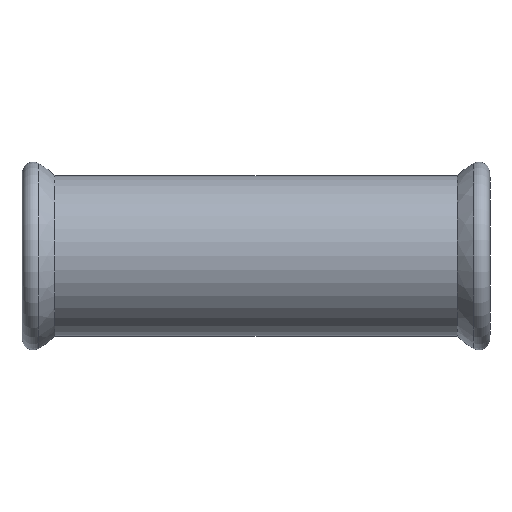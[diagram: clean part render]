
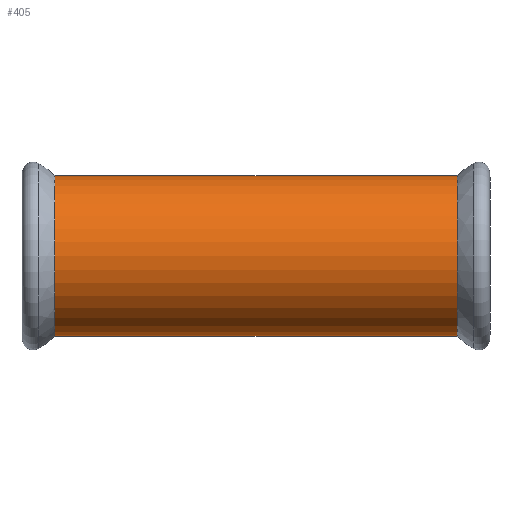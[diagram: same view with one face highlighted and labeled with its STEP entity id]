
A CAD part, front view. The second image highlights one B-rep face of the part: STEP entity #405.
In plain terms, the highlighted cylindrical face has radius 40.35 mm (diameter 80.7 mm), a full revolution.
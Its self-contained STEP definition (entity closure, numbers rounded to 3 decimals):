
#26=LINE('',#825,#36);
#36=VECTOR('',#636,40.35);
#43=CYLINDRICAL_SURFACE('',#491,40.35);
#65=FACE_OUTER_BOUND('',#83,.T.);
#83=EDGE_LOOP('',(#360,#361,#362,#363,#364,#365,#366,#367));
#87=CIRCLE('',#429,40.35);
#88=CIRCLE('',#430,40.35);
#92=CIRCLE('',#434,40.35);
#102=CIRCLE('',#446,40.35);
#103=CIRCLE('',#447,40.35);
#107=CIRCLE('',#451,40.35);
#143=VERTEX_POINT('',#685);
#144=VERTEX_POINT('',#686);
#145=VERTEX_POINT('',#688);
#156=VERTEX_POINT('',#743);
#157=VERTEX_POINT('',#744);
#158=VERTEX_POINT('',#746);
#191=EDGE_CURVE('',#143,#144,#87,.T.);
#192=EDGE_CURVE('',#145,#143,#88,.T.);
#196=EDGE_CURVE('',#144,#145,#92,.T.);
#207=EDGE_CURVE('',#156,#157,#102,.T.);
#208=EDGE_CURVE('',#157,#158,#103,.T.);
#212=EDGE_CURVE('',#158,#156,#107,.T.);
#248=EDGE_CURVE('',#157,#144,#26,.T.);
#360=ORIENTED_EDGE('',*,*,#207,.F.);
#361=ORIENTED_EDGE('',*,*,#212,.F.);
#362=ORIENTED_EDGE('',*,*,#208,.F.);
#363=ORIENTED_EDGE('',*,*,#248,.T.);
#364=ORIENTED_EDGE('',*,*,#196,.T.);
#365=ORIENTED_EDGE('',*,*,#192,.T.);
#366=ORIENTED_EDGE('',*,*,#191,.T.);
#367=ORIENTED_EDGE('',*,*,#248,.F.);
#405=ADVANCED_FACE('',(#65),#43,.T.);
#429=AXIS2_PLACEMENT_3D('',#687,#503,#504);
#430=AXIS2_PLACEMENT_3D('',#689,#505,#506);
#434=AXIS2_PLACEMENT_3D('',#695,#513,#514);
#446=AXIS2_PLACEMENT_3D('',#745,#538,#539);
#447=AXIS2_PLACEMENT_3D('',#747,#540,#541);
#451=AXIS2_PLACEMENT_3D('',#753,#548,#549);
#491=AXIS2_PLACEMENT_3D('',#824,#634,#635);
#503=DIRECTION('center_axis',(1.,0.,0.));
#504=DIRECTION('ref_axis',(0.,1.,0.));
#505=DIRECTION('center_axis',(1.,0.,0.));
#506=DIRECTION('ref_axis',(0.,1.,0.));
#513=DIRECTION('center_axis',(1.,0.,0.));
#514=DIRECTION('ref_axis',(0.,1.,0.));
#538=DIRECTION('center_axis',(1.,0.,0.));
#539=DIRECTION('ref_axis',(0.,1.,0.));
#540=DIRECTION('center_axis',(1.,0.,0.));
#541=DIRECTION('ref_axis',(0.,1.,0.));
#548=DIRECTION('center_axis',(1.,0.,0.));
#549=DIRECTION('ref_axis',(0.,1.,0.));
#634=DIRECTION('center_axis',(1.,0.,0.));
#635=DIRECTION('ref_axis',(0.,1.,0.));
#636=DIRECTION('',(-1.,0.,0.));
#685=CARTESIAN_POINT('',(-218.525,40.35,0.));
#686=CARTESIAN_POINT('',(-218.525,-40.35,0.));
#687=CARTESIAN_POINT('Origin',(-218.525,0.,
0.));
#688=CARTESIAN_POINT('',(-218.525,0.,-40.35));
#689=CARTESIAN_POINT('Origin',(-218.525,0.,
0.));
#695=CARTESIAN_POINT('Origin',(-218.525,0.,
0.));
#743=CARTESIAN_POINT('',(-16.475,0.,40.35));
#744=CARTESIAN_POINT('',(-16.475,-40.35,0.));
#745=CARTESIAN_POINT('Origin',(-16.475,0.,
0.));
#746=CARTESIAN_POINT('',(-16.475,0.,-40.35));
#747=CARTESIAN_POINT('Origin',(-16.475,0.,
0.));
#753=CARTESIAN_POINT('Origin',(-16.475,0.,
0.));
#824=CARTESIAN_POINT('Origin',(-35.738,0.,
0.));
#825=CARTESIAN_POINT('',(-35.738,-40.35,0.));
